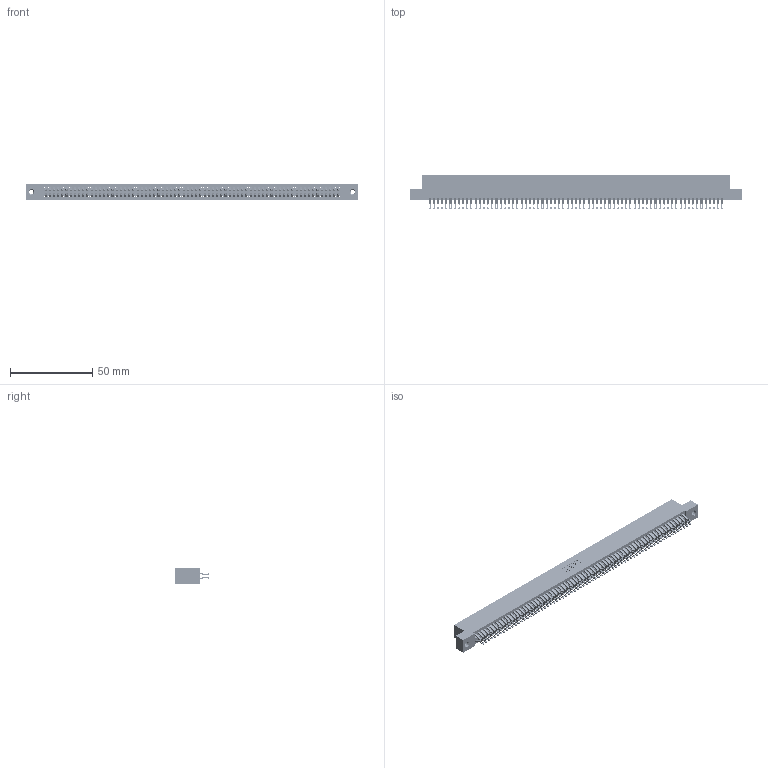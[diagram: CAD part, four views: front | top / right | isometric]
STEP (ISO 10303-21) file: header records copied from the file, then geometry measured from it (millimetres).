
FILE_DESCRIPTION (( 'STEP AP203' ), '1' );
FILE_NAME ('395-142-555-207.STEP', '2018-12-06T03:43:53', ( '' ), ( '' ), 'SwSTEP 2.0', 'SolidWorks 2016', '' );
FILE_SCHEMA (( 'CONFIG_CONTROL_DESIGN' ));
Length unit declared in the file: inch
Products named in the file (4): 395-142-555-207; 345-250-001_345-250-005-103; 345 Part_Flush Mounting Lugs - 0.156 Dia-TI; 345-292-001_555 Tail
Assembly tree (145 placements, depth 2):
  395-142-555-207
    345 Part_Flush Mounting Lugs - 0.156 Dia-TI
    345-292-001_555 Tail  x142
    345-250-001_345-250-005-103  x2
Bounding box: 201.55 x 21.13 x 9.4 mm (x, y, z)
Volume: 20246.2 mm3; surface area: 31949.4 mm2
Topology: 145 solids, 145 shells, 8138 faces, 25611 edges, 17066 vertices
Faces by surface type: plane 4514, cylinder 3608, cone 12, torus 4
Entity records: 53316 total; most frequent: CARTESIAN_POINT 8925, ORIENTED_EDGE 8822, DIRECTION 7829, EDGE_CURVE 4411, VECTOR 3955, LINE 3955, VERTEX_POINT 2936, AXIS2_PLACEMENT_3D 1937
